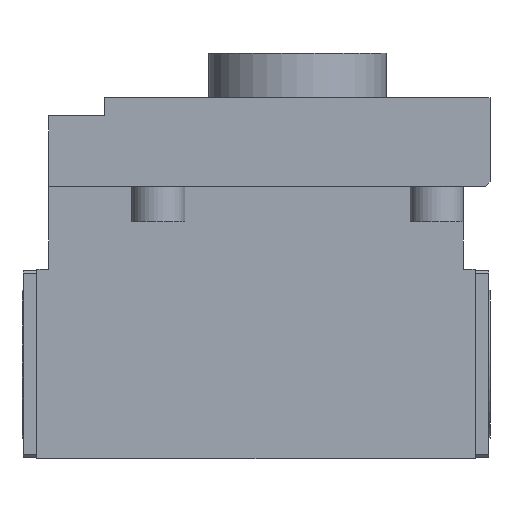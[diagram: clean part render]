
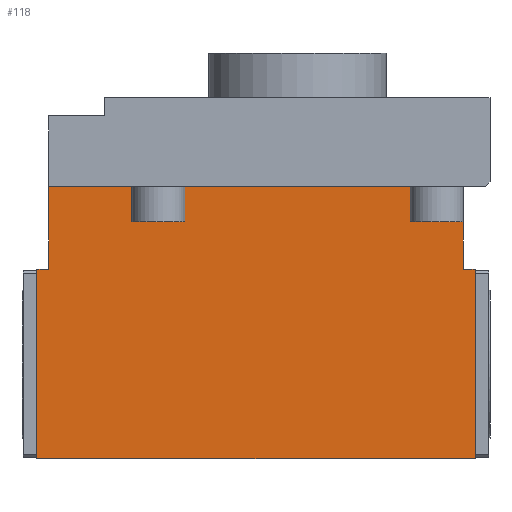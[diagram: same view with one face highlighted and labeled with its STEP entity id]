
A CAD part, front view. The second image highlights one B-rep face of the part: STEP entity #118.
In plain terms, the highlighted planar face has unit normal (0, -1, 0).
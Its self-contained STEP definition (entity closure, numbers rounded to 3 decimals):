
#65=FACE_OUTER_BOUND('',#335,.T.);
#118=ADVANCED_FACE('',(#65),#185,.F.);
#185=PLANE('',#1249);
#335=EDGE_LOOP('',(#461,#462,#463,#464,#465,#466,#467,#468));
#461=ORIENTED_EDGE('',*,*,#866,.F.);
#462=ORIENTED_EDGE('',*,*,#867,.F.);
#463=ORIENTED_EDGE('',*,*,#868,.T.);
#464=ORIENTED_EDGE('',*,*,#869,.T.);
#465=ORIENTED_EDGE('',*,*,#870,.T.);
#466=ORIENTED_EDGE('',*,*,#871,.T.);
#467=ORIENTED_EDGE('',*,*,#872,.T.);
#468=ORIENTED_EDGE('',*,*,#873,.T.);
#756=VERTEX_POINT('',#1843);
#757=VERTEX_POINT('',#1844);
#758=VERTEX_POINT('',#1846);
#759=VERTEX_POINT('',#1848);
#760=VERTEX_POINT('',#1850);
#761=VERTEX_POINT('',#1852);
#762=VERTEX_POINT('',#1854);
#763=VERTEX_POINT('',#1856);
#866=EDGE_CURVE('',#756,#757,#1007,.T.);
#867=EDGE_CURVE('',#758,#756,#1008,.T.);
#868=EDGE_CURVE('',#758,#759,#1009,.T.);
#869=EDGE_CURVE('',#759,#760,#1010,.T.);
#870=EDGE_CURVE('',#760,#761,#1011,.T.);
#871=EDGE_CURVE('',#761,#762,#1012,.T.);
#872=EDGE_CURVE('',#762,#763,#1013,.T.);
#873=EDGE_CURVE('',#763,#757,#1014,.T.);
#1007=LINE('',#1842,#1112);
#1008=LINE('',#1845,#1113);
#1009=LINE('',#1847,#1114);
#1010=LINE('',#1849,#1115);
#1011=LINE('',#1851,#1116);
#1012=LINE('',#1853,#1117);
#1013=LINE('',#1855,#1118);
#1014=LINE('',#1857,#1119);
#1112=VECTOR('',#1422,1.);
#1113=VECTOR('',#1423,1.);
#1114=VECTOR('',#1424,1.);
#1115=VECTOR('',#1425,1.);
#1116=VECTOR('',#1426,1.);
#1117=VECTOR('',#1427,1.);
#1118=VECTOR('',#1428,1.);
#1119=VECTOR('',#1429,1.);
#1249=AXIS2_PLACEMENT_3D('',#1858,#1430,#1431);
#1422=DIRECTION('',(-1.,0.,0.));
#1423=DIRECTION('',(0.,0.,-1.));
#1424=DIRECTION('',(-1.,0.,0.));
#1425=DIRECTION('',(0.,0.,1.));
#1426=DIRECTION('',(-1.,0.,0.));
#1427=DIRECTION('',(0.,0.,-1.));
#1428=DIRECTION('',(-1.,0.,0.));
#1429=DIRECTION('',(0.,0.,-1.));
#1430=DIRECTION('',(0.,1.,0.));
#1431=DIRECTION('',(1.,0.,0.));
#1842=CARTESIAN_POINT('',(-88.,-32.,-122.));
#1843=CARTESIAN_POINT('',(60.,-32.,-122.));
#1844=CARTESIAN_POINT('',(-88.,-32.,-122.));
#1845=CARTESIAN_POINT('',(60.,-32.,-122.));
#1846=CARTESIAN_POINT('',(60.,-32.,-58.));
#1847=CARTESIAN_POINT('',(60.,-32.,-58.));
#1848=CARTESIAN_POINT('',(56.,-32.,-58.));
#1849=CARTESIAN_POINT('',(56.,-32.,-58.));
#1850=CARTESIAN_POINT('',(56.,-32.,-30.));
#1851=CARTESIAN_POINT('',(245.666,-32.,-30.));
#1852=CARTESIAN_POINT('',(-84.,-32.,-30.));
#1853=CARTESIAN_POINT('',(-84.,-32.,-6.2));
#1854=CARTESIAN_POINT('',(-84.,-32.,-58.));
#1855=CARTESIAN_POINT('',(-84.,-32.,-58.));
#1856=CARTESIAN_POINT('',(-88.,-32.,-58.));
#1857=CARTESIAN_POINT('',(-88.,-32.,-122.));
#1858=CARTESIAN_POINT('',(245.666,-32.,-59.5));
